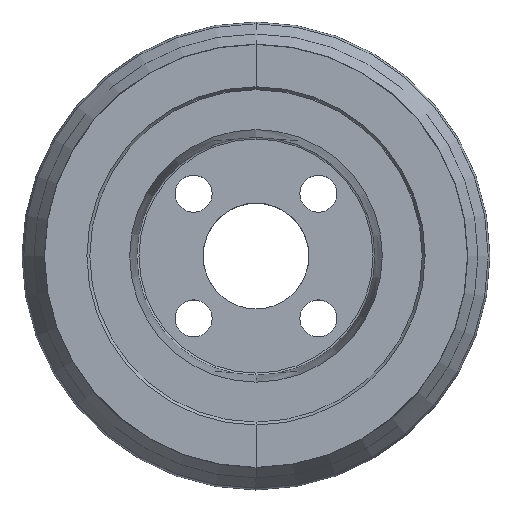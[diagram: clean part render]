
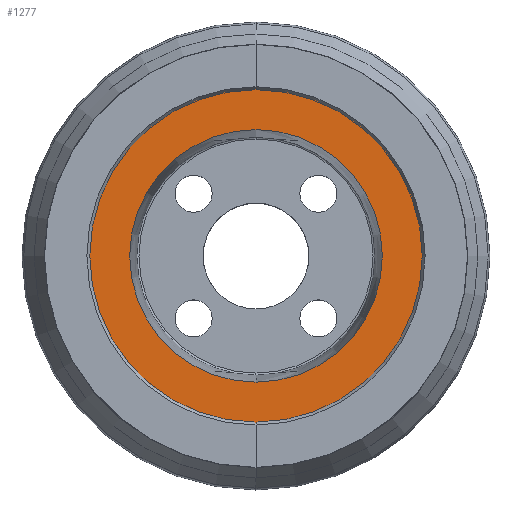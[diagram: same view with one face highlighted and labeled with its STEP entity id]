
A CAD part, top view. The second image highlights one B-rep face of the part: STEP entity #1277.
In plain terms, the highlighted planar face has unit normal (0, 0, 1).
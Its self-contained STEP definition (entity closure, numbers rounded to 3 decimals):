
#160=CARTESIAN_POINT('',(0.,0.,61.6));
#161=DIRECTION('',(0.,0.,-1.));
#162=DIRECTION('',(0.,1.,0.));
#163=AXIS2_PLACEMENT_3D('',#160,#161,#162);
#169=CARTESIAN_POINT('',(0.,0.,61.6));
#170=DIRECTION('',(0.,0.,1.));
#171=DIRECTION('',(0.,1.,0.));
#172=AXIS2_PLACEMENT_3D('',#169,#170,#171);
#178=CARTESIAN_POINT('',(0.,0.,61.6));
#179=DIRECTION('',(0.,0.,1.));
#180=DIRECTION('',(0.,1.,0.));
#181=AXIS2_PLACEMENT_3D('',#178,#179,#180);
#193=CARTESIAN_POINT('',(0.,0.,61.6));
#194=DIRECTION('',(0.,0.,1.));
#195=DIRECTION('',(0.,-1.,0.));
#196=AXIS2_PLACEMENT_3D('',#193,#194,#195);
#878=CARTESIAN_POINT('',(0.,47.765,61.6));
#879=CARTESIAN_POINT('',(0.,-47.765,61.6));
#880=VERTEX_POINT('',#878);
#881=VERTEX_POINT('',#879);
#890=CARTESIAN_POINT('',(0.,78.944,61.6));
#891=CARTESIAN_POINT('',(0.,-78.944,61.6));
#892=VERTEX_POINT('',#890);
#893=VERTEX_POINT('',#891);
#1262=CARTESIAN_POINT('',(0.,0.,61.6));
#1263=DIRECTION('',(0.,0.,-1.));
#1264=DIRECTION('',(0.,-1.,0.));
#1265=AXIS2_PLACEMENT_3D('',#1262,#1263,#1264);
#1266=PLANE('',#1265);
#1268=ORIENTED_EDGE('',*,*,#1267,.F.);
#1270=ORIENTED_EDGE('',*,*,#1269,.F.);
#1271=EDGE_LOOP('',(#1268,#1270));
#1272=FACE_OUTER_BOUND('',#1271,.F.);
#1273=ORIENTED_EDGE('',*,*,#1256,.T.);
#1274=ORIENTED_EDGE('',*,*,#1242,.F.);
#1275=EDGE_LOOP('',(#1273,#1274));
#1276=FACE_BOUND('',#1275,.F.);
#1277=ADVANCED_FACE('',(#1272,#1276),#1266,.F.);
#164=CIRCLE('',#163,47.765);
#173=CIRCLE('',#172,47.765);
#182=CIRCLE('',#181,78.944);
#197=CIRCLE('',#196,78.944);
#1242=EDGE_CURVE('',#880,#881,#164,.T.);
#1256=EDGE_CURVE('',#880,#881,#173,.T.);
#1267=EDGE_CURVE('',#892,#893,#182,.T.);
#1269=EDGE_CURVE('',#893,#892,#197,.T.);
